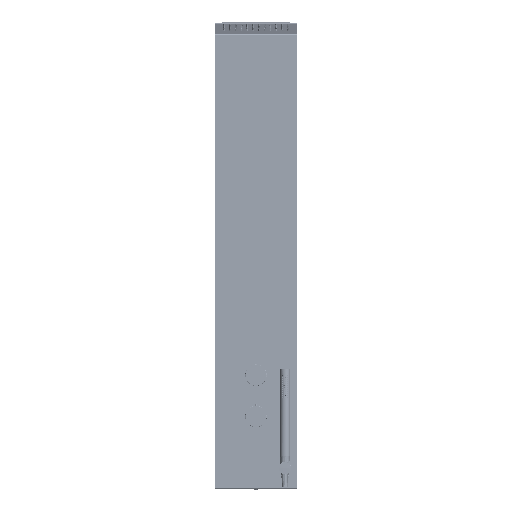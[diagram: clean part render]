
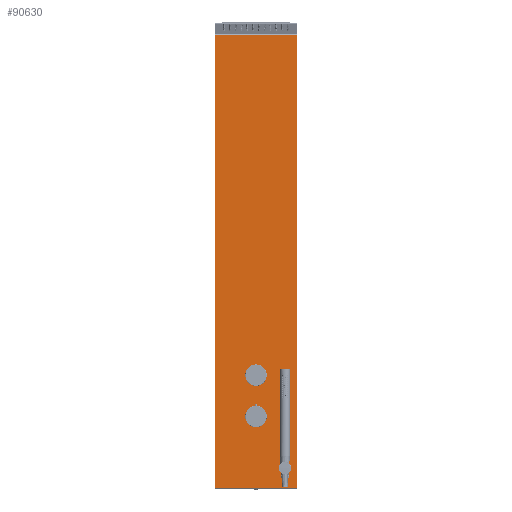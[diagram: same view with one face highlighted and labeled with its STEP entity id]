
A CAD part, top view. The second image highlights one B-rep face of the part: STEP entity #90630.
In plain terms, the highlighted planar face has unit normal (0, 0, 1).
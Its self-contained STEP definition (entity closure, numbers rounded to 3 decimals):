
#817=CARTESIAN_POINT('',(98.,-548.,15.));
#888=DIRECTION('',(0.,-1.,0.));
#889=VECTOR('',#888,1095.892);
#890=CARTESIAN_POINT('',(98.,547.892,15.));
#891=LINE('',#890,#889);
#908=DIRECTION('',(0.,1.,0.));
#909=VECTOR('',#908,1095.892);
#910=CARTESIAN_POINT('',(-98.,-548.,15.));
#911=LINE('',#910,#909);
#1039=DIRECTION('',(-1.,0.,0.));
#1040=VECTOR('',#1039,196.);
#1041=CARTESIAN_POINT('',(98.,-548.,15.));
#1042=LINE('',#1041,#1040);
#1554=DIRECTION('',(1.,0.,0.));
#1555=VECTOR('',#1554,196.);
#1556=CARTESIAN_POINT('',(-98.,547.892,15.));
#1557=LINE('',#1556,#1555);
#3140=CARTESIAN_POINT('',(70.,-500.,15.));
#3141=DIRECTION('',(0.,0.,1.));
#3142=DIRECTION('',(0.,-1.,0.));
#3143=AXIS2_PLACEMENT_3D('',#3140,#3141,#3142);
#3160=CARTESIAN_POINT('',(70.,-500.,15.));
#3161=DIRECTION('',(0.,0.,1.));
#3162=DIRECTION('',(0.,1.,0.));
#3163=AXIS2_PLACEMENT_3D('',#3160,#3161,#3162);
#17942=CARTESIAN_POINT('',(0.,-275.,
15.));
#17943=DIRECTION('',(0.,0.,1.));
#17944=DIRECTION('',(1.,0.,0.));
#17945=AXIS2_PLACEMENT_3D('',#17942,#17943,#17944);
#17947=CARTESIAN_POINT('',(0.,-275.,
15.));
#17948=DIRECTION('',(0.,0.,1.));
#17949=DIRECTION('',(-1.,0.,0.));
#17950=AXIS2_PLACEMENT_3D('',#17947,#17948,#17949);
#19232=CARTESIAN_POINT('',(0.,-375.,
15.));
#19233=DIRECTION('',(0.,0.,-1.));
#19234=DIRECTION('',(-1.,0.,0.));
#19235=AXIS2_PLACEMENT_3D('',#19232,#19233,#19234);
#19237=CARTESIAN_POINT('',(0.,-375.,
15.));
#19238=DIRECTION('',(0.,0.,-1.));
#19239=DIRECTION('',(1.,0.,0.));
#19240=AXIS2_PLACEMENT_3D('',#19237,#19238,#19239);
#87756=CARTESIAN_POINT('',(-98.,-548.,15.));
#87757=VERTEX_POINT('',#87756);
#87813=VERTEX_POINT('',#817);
#87814=CARTESIAN_POINT('',(-98.,547.892,15.));
#87815=VERTEX_POINT('',#87814);
#87818=CARTESIAN_POINT('',(98.,547.892,15.));
#87819=VERTEX_POINT('',#87818);
#87938=CARTESIAN_POINT('',(-25.9,-375.,
15.));
#87939=CARTESIAN_POINT('',(25.9,-375.,
15.));
#87940=VERTEX_POINT('',#87938);
#87941=VERTEX_POINT('',#87939);
#87946=CARTESIAN_POINT('',(25.9,-275.,
15.));
#87947=CARTESIAN_POINT('',(-25.9,-275.,
15.));
#87948=VERTEX_POINT('',#87946);
#87949=VERTEX_POINT('',#87947);
#87958=CARTESIAN_POINT('',(70.,-485.1,15.));
#87959=CARTESIAN_POINT('',(70.,-514.9,15.));
#87960=VERTEX_POINT('',#87958);
#87961=VERTEX_POINT('',#87959);
#90598=CARTESIAN_POINT('',(100.,0.,15.));
#90599=DIRECTION('',(0.,0.,-1.));
#90600=DIRECTION('',(0.,-1.,0.));
#90601=AXIS2_PLACEMENT_3D('',#90598,#90599,#90600);
#90602=PLANE('',#90601);
#90604=ORIENTED_EDGE('',*,*,#90603,.T.);
#90606=ORIENTED_EDGE('',*,*,#90605,.T.);
#90607=ORIENTED_EDGE('',*,*,#90590,.T.);
#90609=ORIENTED_EDGE('',*,*,#90608,.T.);
#90610=EDGE_LOOP('',(#90604,#90606,#90607,#90609));
#90611=FACE_OUTER_BOUND('',#90610,.F.);
#90613=ORIENTED_EDGE('',*,*,#90612,.F.);
#90615=ORIENTED_EDGE('',*,*,#90614,.F.);
#90616=EDGE_LOOP('',(#90613,#90615));
#90617=FACE_BOUND('',#90616,.F.);
#90619=ORIENTED_EDGE('',*,*,#90618,.T.);
#90621=ORIENTED_EDGE('',*,*,#90620,.T.);
#90622=EDGE_LOOP('',(#90619,#90621));
#90623=FACE_BOUND('',#90622,.F.);
#90625=ORIENTED_EDGE('',*,*,#90624,.T.);
#90627=ORIENTED_EDGE('',*,*,#90626,.T.);
#90628=EDGE_LOOP('',(#90625,#90627));
#90629=FACE_BOUND('',#90628,.F.);
#90630=ADVANCED_FACE('',(#90611,#90617,#90623,#90629),#90602,.F.);
#3144=CIRCLE('',#3143,14.9);
#3164=CIRCLE('',#3163,14.9);
#17946=CIRCLE('',#17945,25.9);
#17951=CIRCLE('',#17950,25.9);
#19236=CIRCLE('',#19235,25.9);
#19241=CIRCLE('',#19240,25.9);
#90590=EDGE_CURVE('',#87819,#87813,#891,.T.);
#90603=EDGE_CURVE('',#87757,#87815,#911,.T.);
#90605=EDGE_CURVE('',#87815,#87819,#1557,.T.);
#90608=EDGE_CURVE('',#87813,#87757,#1042,.T.);
#90612=EDGE_CURVE('',#87940,#87941,#19236,.T.);
#90614=EDGE_CURVE('',#87941,#87940,#19241,.T.);
#90618=EDGE_CURVE('',#87948,#87949,#17946,.T.);
#90620=EDGE_CURVE('',#87949,#87948,#17951,.T.);
#90624=EDGE_CURVE('',#87960,#87961,#3164,.T.);
#90626=EDGE_CURVE('',#87961,#87960,#3144,.T.);
